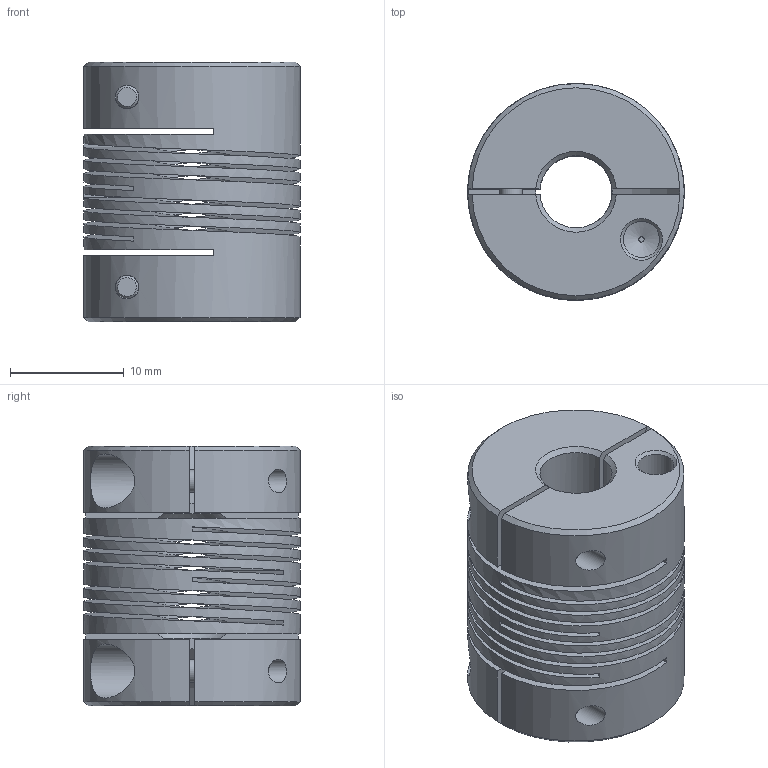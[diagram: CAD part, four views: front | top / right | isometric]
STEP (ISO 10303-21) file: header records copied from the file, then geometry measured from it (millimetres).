
FILE_DESCRIPTION(/* description */ (''),/* implementation_level */ '2;1');
FILE_NAME(/* name */ 'PCR16-4-4-A.stp',/* time_stamp */ '2019-12-05T15:31:43-08:00',/* author */ ('Phillips Lenovo'),/* organization */ ('Autodesk Inc.'),/* preprocessor_version */ 'ST-DEVELOPER v18',/* originating_system */ 'Autodesk Inventor 2020',/* authorisation */ '');
FILE_SCHEMA (('AUTOMOTIVE_DESIGN { 1 0 10303 214 3 1 1 }'));
Length unit declared in the file: inch
Products named in the file (1): PCR16-4-4-A
Bounding box: 19.05 x 19.05 x 22.86 mm (x, y, z)
Volume: 4668.3 mm3; surface area: 6662.2 mm2
Topology: 1 solids, 1 shells, 104 faces, 315 edges, 215 vertices
Faces by surface type: plane 54, cylinder 26, cone 16, bspline 8
Full cylindrical faces by diameter (mm): 2.011 x2, 2.083 x2, 2.705 x2, 3.175 x2, 4.5 x2, 4.762 x2, 7.112 x5, 19.05 x5
Entity records: 7067 total; most frequent: CARTESIAN_POINT 4162, ORIENTED_EDGE 630, DIRECTION 496, EDGE_CURVE 315, VERTEX_POINT 215, AXIS2_PLACEMENT_3D 173, LINE 150, VECTOR 150
